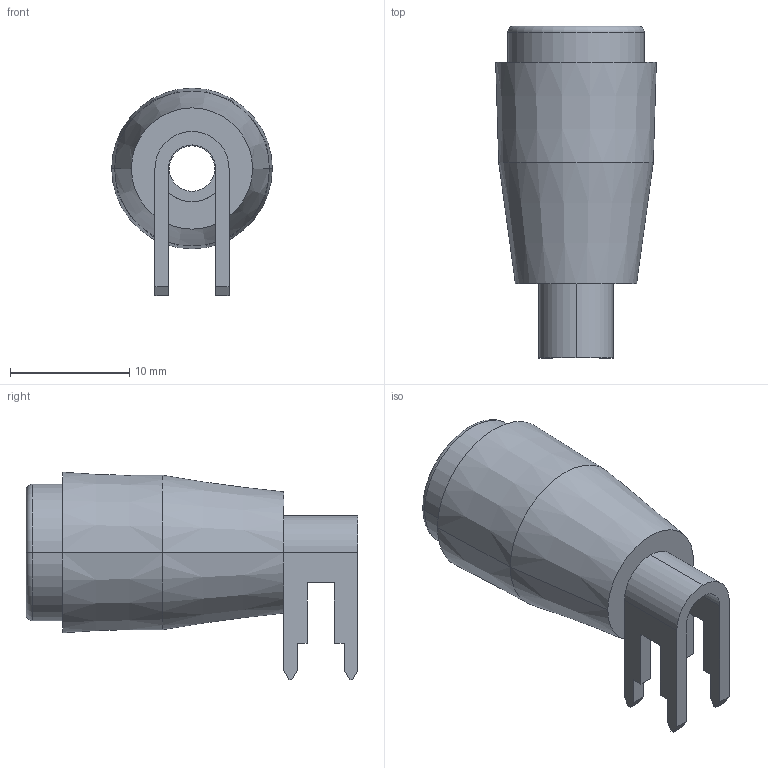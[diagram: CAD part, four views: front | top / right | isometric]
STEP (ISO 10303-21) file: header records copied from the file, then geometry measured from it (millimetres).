
FILE_DESCRIPTION(('FreeCAD Model'),'2;1');
FILE_NAME('ct3151sp-6.STEP','2016-07-05T17:15:50',('Author'),(''), 'Open CASCADE STEP processor 6.8','FreeCAD','Unknown');
FILE_SCHEMA(('AUTOMOTIVE_DESIGN_CC2 { 1 2 10303 214 -1 1 5 4 }'));
Length unit declared in the file: metre
Products named in the file (3): ASSEMBLY; User_Library-ct3151sp-6-BLU-300; User_Library-ct3151sp-6-BLU-301
Assembly tree (2 placements, depth 2):
  ASSEMBLY
    User_Library-ct3151sp-6-BLU-300
    User_Library-ct3151sp-6-BLU-301
Bounding box: 13.46 x 27.8 x 17.4 mm (x, y, z)
Volume: 1799.8 mm3; surface area: 3085.2 mm2
Topology: 2 solids, 2 shells, 70 faces, 174 edges, 112 vertices
Faces by surface type: plane 40, cylinder 18, torus 8, cone 4
Entity records: 7162 total; most frequent: CARTESIAN_POINT 3755, DIRECTION 586, ORIENTED_EDGE 348, PCURVE 348, DEFINITIONAL_REPRESENTATION 348, LINE 298, VECTOR 298, EDGE_CURVE 174
